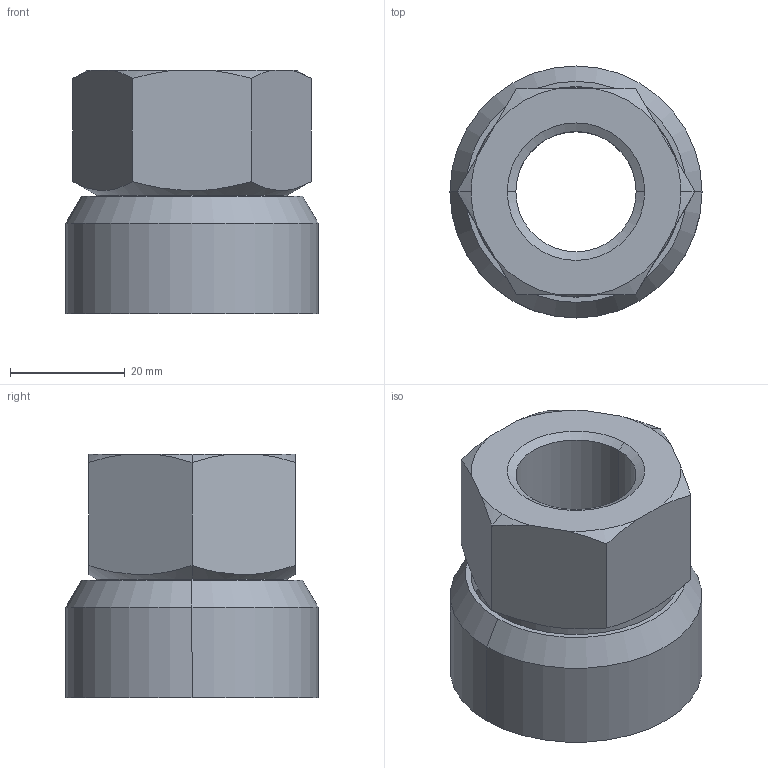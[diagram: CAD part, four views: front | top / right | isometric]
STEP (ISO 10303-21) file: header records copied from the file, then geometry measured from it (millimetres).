
FILE_DESCRIPTION(('STEP AP214'),'1');
FILE_NAME(' ',' ',('TraceParts'),('TraceParts S.A.'),'XStep 1.0',' ',' ');
FILE_SCHEMA(('automotive_design'));
Length unit declared in the file: millimetre
Products named in the file (2): 1; 2
Bounding box: 44 x 44 x 42.5 mm (x, y, z)
Volume: 35602.4 mm3; surface area: 14457.6 mm2
Topology: 2 solids, 2 shells, 48 faces, 106 edges, 62 vertices
Faces by surface type: cone 20, cylinder 14, plane 10, sphere 2, torus 2
Entity records: 2571 total; most frequent: CARTESIAN_POINT 254, DIRECTION 236, STYLED_ITEM 218, PRESENTATION_STYLE_ASSIGNMENT 218, COLOUR_RGB 218, ORIENTED_EDGE 212, EDGE_CURVE 106, CURVE_STYLE 106
